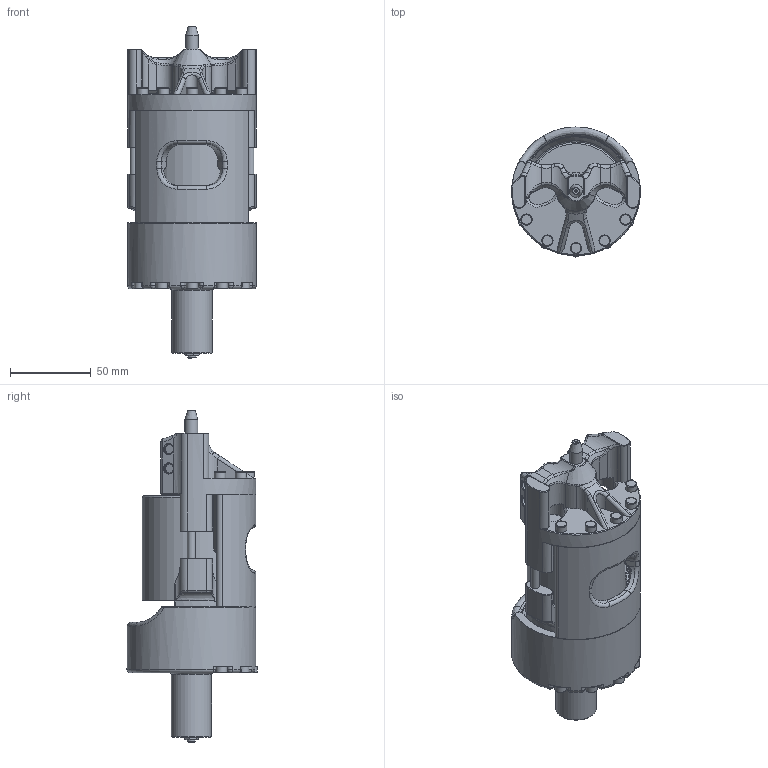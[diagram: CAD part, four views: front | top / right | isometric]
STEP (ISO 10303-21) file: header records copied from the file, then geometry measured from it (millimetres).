
FILE_DESCRIPTION(/* description */ (''),/* implementation_level */ '2;1');
FILE_NAME(/* name */ 'LAMA-100_ohne_Inj-Nadel.stp',/* time_stamp */ '2024-11-02T09:13:49+01:00',/* author */ ('Wast'),/* organization */ (''),/* preprocessor_version */ 'ST-DEVELOPER v20',/* originating_system */ 'Autodesk Inventor 2025',/* authorisation */ '');
FILE_SCHEMA (('AUTOMOTIVE_DESIGN { 1 0 10303 214 3 1 1 }'));
Length unit declared in the file: millimetre
Products named in the file (1): LAMA-100_ohne_Inj-Nadel
Bounding box: 80 x 80.75 x 206.2 mm (x, y, z)
Volume: 286950.5 mm3; surface area: 103484.5 mm2
Topology: 1 solids, 3 shells, 720 faces, 1761 edges, 1062 vertices
Faces by surface type: bspline 235, cylinder 150, plane 145, cone 125, torus 51, sphere 14
Full cylindrical faces by diameter (mm): 1.4 x1, 5 x8, 6 x4, 7 x10, 8 x1, 16 x2, 25 x1, 25.8 x1, 27 x1, 36 x1, 58.6 x1, 61 x1, 62 x1, 63 x1, 80 x1
Entity records: 36199 total; most frequent: CARTESIAN_POINT 20340, ORIENTED_EDGE 3518, DIRECTION 2996, EDGE_CURVE 1759, AXIS2_PLACEMENT_3D 1205, VERTEX_POINT 1062, EDGE_LOOP 751, FACE_OUTER_BOUND 720
